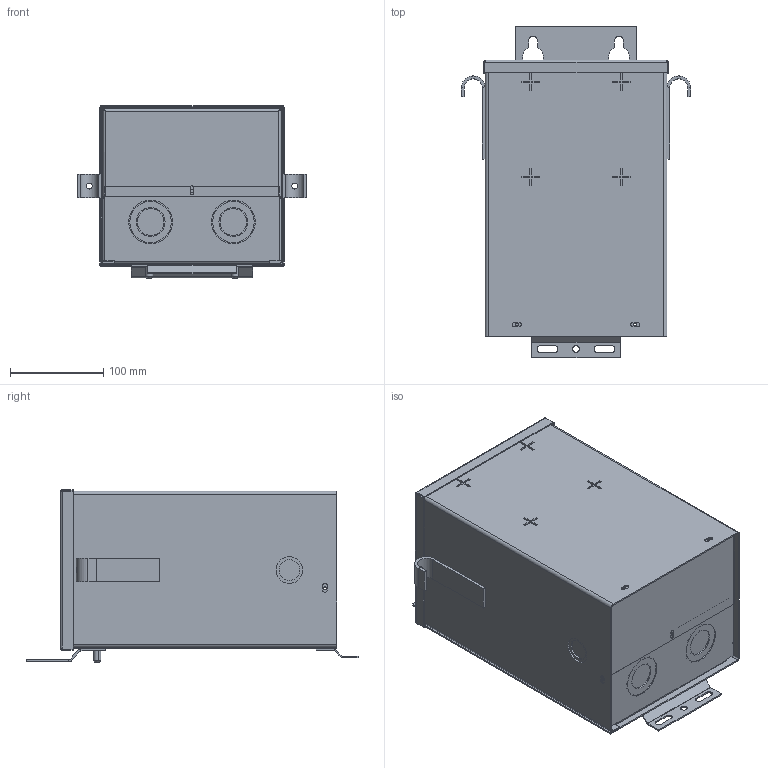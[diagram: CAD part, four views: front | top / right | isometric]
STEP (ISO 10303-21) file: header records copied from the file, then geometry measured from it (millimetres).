
FILE_DESCRIPTION (( 'STEP AP214' ), '1' );
FILE_NAME ('T181219.STEP', '2015-01-08T16:44:30', ( '' ), ( '' ), 'SwSTEP 2.0', 'SolidWorks 2012', '' );
FILE_SCHEMA (( 'AUTOMOTIVE_DESIGN' ));
Length unit declared in the file: inch
Products named in the file (10): A   -700716-; A  5-701640-; B   -700622-; B  5-701272-; C  3-113461-; A  1-118040-; A  2-1430301; A  5-701639-; T181219
Assembly tree (11 placements, depth 3):
  T181219
    C  3-113461-
      C  3-113461-
      A  5-701639-
      A  2-1430301  x2
      A  1-118040-  x2
    B  5-701272-
    B   -700622-
    A  5-701640-
    A   -700716-
Bounding box: 246.06 x 356.26 x 185.02 mm (x, y, z)
Volume: 483326.6 mm3; surface area: 656016.6 mm2
Topology: 10 solids, 10 shells, 517 faces, 1239 edges, 780 vertices
Faces by surface type: plane 314, cylinder 155, cone 16, bspline 16, sphere 12, torus 4
Entity records: 15893 total; most frequent: CARTESIAN_POINT 3779, DIRECTION 2443, ORIENTED_EDGE 2354, EDGE_CURVE 1177, LINE 825, VECTOR 825, AXIS2_PLACEMENT_3D 809, VERTEX_POINT 741
